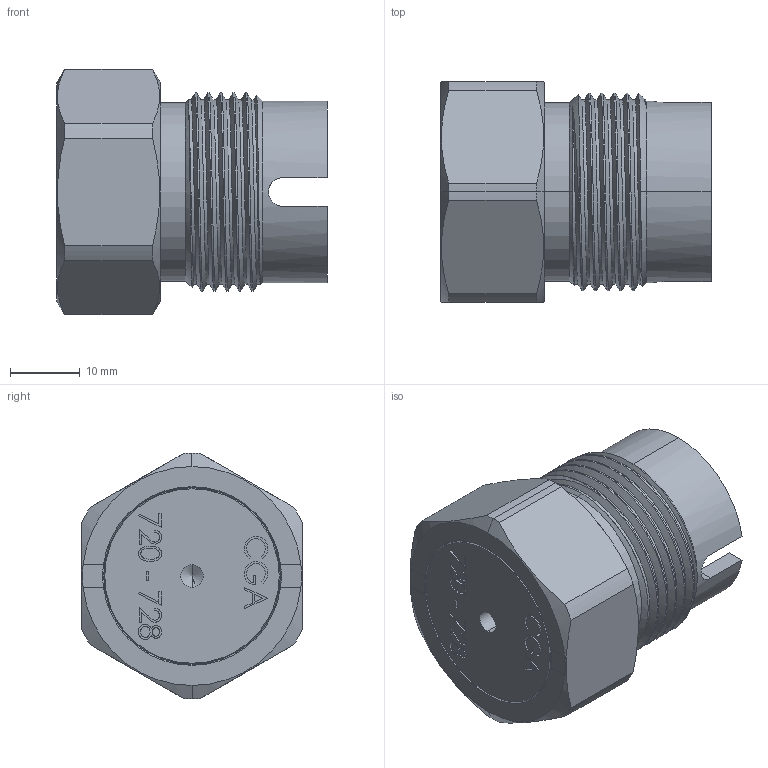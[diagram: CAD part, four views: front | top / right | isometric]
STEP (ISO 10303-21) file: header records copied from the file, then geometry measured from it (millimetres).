
FILE_DESCRIPTION (( 'STEP AP203' ), '1' );
FILE_NAME ('AD-72SS-BL.STEP', '2025-08-08T18:41:56', ( '' ), ( '' ), 'SwSTEP 2.0', 'SolidWorks 2018', '' );
FILE_SCHEMA (( 'CONFIG_CONTROL_DESIGN' ));
Length unit declared in the file: inch
Products named in the file (1): AD-72SS-BL
Bounding box: 38.86 x 31.75 x 35.31 mm (x, y, z)
Volume: 20465.3 mm3; surface area: 7100.5 mm2
Topology: 1 solids, 1 shells, 203 faces, 531 edges, 345 vertices
Faces by surface type: plane 86, bspline 59, cylinder 39, cone 17, torus 2
Entity records: 12286 total; most frequent: CARTESIAN_POINT 7688, ORIENTED_EDGE 1054, DIRECTION 732, EDGE_CURVE 527, VERTEX_POINT 345, LINE 280, VECTOR 280, AXIS2_PLACEMENT_3D 226
